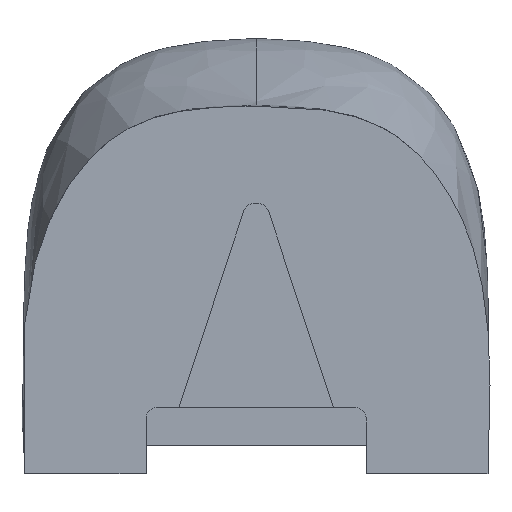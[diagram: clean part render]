
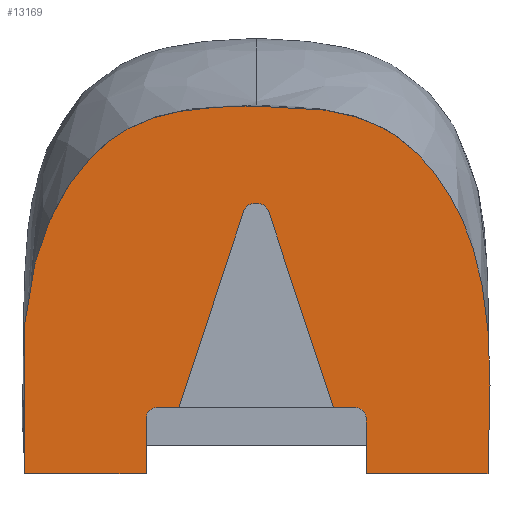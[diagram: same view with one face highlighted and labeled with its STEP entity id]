
A CAD part, front view. The second image highlights one B-rep face of the part: STEP entity #13169.
In plain terms, the highlighted planar face has unit normal (0, -1, 0).
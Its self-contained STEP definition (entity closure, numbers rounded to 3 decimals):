
#2483=CARTESIAN_POINT('',(2.9,-1.338,
-0.3));
#2484=DIRECTION('',(0.,-1.,0.));
#2485=DIRECTION('',(1.,0.,0.));
#2486=AXIS2_PLACEMENT_3D('',#2483,#2484,#2485);
#2488=DIRECTION('',(-0.313,0.,0.95));
#2489=VECTOR('',#2488,6.032);
#2490=CARTESIAN_POINT('',(2.249,-1.338,
0.));
#2491=LINE('',#2490,#2489);
#2492=CARTESIAN_POINT('',(0.074,-1.338,
5.634));
#2493=DIRECTION('',(0.,-1.,0.));
#2494=DIRECTION('',(0.95,0.,0.313));
#2495=AXIS2_PLACEMENT_3D('',#2492,#2493,#2494);
#2497=DIRECTION('',(-1.,0.,0.));
#2498=VECTOR('',#2497,0.147);
#2499=CARTESIAN_POINT('',(0.074,-1.338,
5.934));
#2500=LINE('',#2499,#2498);
#2501=CARTESIAN_POINT('',(-0.074,-1.338,
5.634));
#2502=DIRECTION('',(0.,-1.,0.));
#2503=DIRECTION('',(0.,0.,1.));
#2504=AXIS2_PLACEMENT_3D('',#2501,#2502,#2503);
#2506=DIRECTION('',(-0.313,0.,-0.95));
#2507=VECTOR('',#2506,6.032);
#2508=CARTESIAN_POINT('',(-0.359,-1.338,
5.728));
#2509=LINE('',#2508,#2507);
#2510=CARTESIAN_POINT('',(-2.9,-1.338,
-0.3));
#2511=DIRECTION('',(0.,-1.,0.));
#2512=DIRECTION('',(0.,0.,1.));
#2513=AXIS2_PLACEMENT_3D('',#2510,#2511,#2512);
#2515=DIRECTION('',(0.,0.,-1.));
#2516=VECTOR('',#2515,1.621);
#2517=CARTESIAN_POINT('',(-3.2,-1.338,
-0.3));
#2518=LINE('',#2517,#2516);
#2519=DIRECTION('',(-1.,0.,0.));
#2520=VECTOR('',#2519,3.552);
#2521=CARTESIAN_POINT('',(-3.2,-1.338,
-1.921));
#2522=LINE('',#2521,#2520);
#2523=CARTESIAN_POINT('',(-6.752,-1.338,
-1.921));
#2524=CARTESIAN_POINT('',(-6.764,-1.338,
-1.009));
#2525=CARTESIAN_POINT('',(-6.871,-1.338,
0.727));
#2526=CARTESIAN_POINT('',(-6.715,-1.338,
2.931));
#2527=CARTESIAN_POINT('',(-6.45,-1.338,
4.237));
#2528=CARTESIAN_POINT('',(-6.145,-1.338,
5.191));
#2529=CARTESIAN_POINT('',(-5.714,-1.338,
6.095));
#2530=CARTESIAN_POINT('',(-5.169,-1.338,
6.912));
#2531=CARTESIAN_POINT('',(-4.628,-1.338,
7.49));
#2532=CARTESIAN_POINT('',(-4.146,-1.338,
7.873));
#2533=CARTESIAN_POINT('',(-3.761,-1.338,
8.113));
#2534=CARTESIAN_POINT('',(-3.358,-1.338,
8.307));
#2535=CARTESIAN_POINT('',(-2.794,-1.338,
8.512));
#2536=CARTESIAN_POINT('',(-1.744,-1.338,
8.743));
#2537=CARTESIAN_POINT('',(-0.732,-1.338,
8.779));
#2538=CARTESIAN_POINT('',(0.,-1.338,
8.779));
#2540=CARTESIAN_POINT('',(0.,-1.338,
8.779));
#2541=CARTESIAN_POINT('',(0.732,-1.338,
8.779));
#2542=CARTESIAN_POINT('',(1.744,-1.338,8.743));
#2543=CARTESIAN_POINT('',(2.794,-1.338,8.512));
#2544=CARTESIAN_POINT('',(3.358,-1.338,8.307));
#2545=CARTESIAN_POINT('',(3.761,-1.338,8.113));
#2546=CARTESIAN_POINT('',(4.146,-1.338,7.873));
#2547=CARTESIAN_POINT('',(4.628,-1.338,7.49));
#2548=CARTESIAN_POINT('',(5.169,-1.338,6.912));
#2549=CARTESIAN_POINT('',(5.714,-1.338,6.095));
#2550=CARTESIAN_POINT('',(6.145,-1.338,5.191));
#2551=CARTESIAN_POINT('',(6.45,-1.338,4.237));
#2552=CARTESIAN_POINT('',(6.715,-1.338,2.931));
#2553=CARTESIAN_POINT('',(6.871,-1.338,
0.727));
#2554=CARTESIAN_POINT('',(6.764,-1.338,
-1.009));
#2555=CARTESIAN_POINT('',(6.752,-1.338,
-1.921));
#2557=DIRECTION('',(-1.,0.,0.));
#2558=VECTOR('',#2557,3.552);
#2559=CARTESIAN_POINT('',(6.752,-1.338,
-1.921));
#2560=LINE('',#2559,#2558);
#2561=DIRECTION('',(0.,0.,1.));
#2562=VECTOR('',#2561,1.621);
#2563=CARTESIAN_POINT('',(3.2,-1.338,
-1.921));
#2564=LINE('',#2563,#2562);
#2581=DIRECTION('',(1.,0.,0.));
#2582=VECTOR('',#2581,0.651);
#2583=CARTESIAN_POINT('',(2.249,-1.338,
0.));
#2584=LINE('',#2583,#2582);
#2585=DIRECTION('',(1.,0.,0.));
#2586=VECTOR('',#2585,0.651);
#2587=CARTESIAN_POINT('',(-2.9,-1.338,
0.));
#2588=LINE('',#2587,#2586);
#8178=CARTESIAN_POINT('',(-3.2,-1.338,
-0.3));
#8179=CARTESIAN_POINT('',(-3.2,-1.338,
-1.921));
#8180=VERTEX_POINT('',#8178);
#8181=VERTEX_POINT('',#8179);
#8182=CARTESIAN_POINT('',(-6.752,-1.338,
-1.921));
#8183=VERTEX_POINT('',#8182);
#8184=CARTESIAN_POINT('',(6.752,-1.338,
-1.921));
#8185=CARTESIAN_POINT('',(3.2,-1.338,
-1.921));
#8186=VERTEX_POINT('',#8184);
#8187=VERTEX_POINT('',#8185);
#8188=CARTESIAN_POINT('',(3.2,-1.338,
-0.3));
#8189=VERTEX_POINT('',#8188);
#8202=CARTESIAN_POINT('',(0.074,-1.338,
5.934));
#8203=CARTESIAN_POINT('',(-0.074,-1.338,
5.934));
#8204=VERTEX_POINT('',#8202);
#8205=VERTEX_POINT('',#8203);
#8206=CARTESIAN_POINT('',(-0.359,-1.338,
5.728));
#8207=VERTEX_POINT('',#8206);
#8208=CARTESIAN_POINT('',(-2.249,-1.338,
0.));
#8209=VERTEX_POINT('',#8208);
#8210=CARTESIAN_POINT('',(2.249,-1.338,
0.));
#8211=CARTESIAN_POINT('',(0.359,-1.338,
5.728));
#8212=VERTEX_POINT('',#8210);
#8213=VERTEX_POINT('',#8211);
#8249=CARTESIAN_POINT('',(2.9,-1.338,
0.));
#8251=VERTEX_POINT('',#8249);
#8253=CARTESIAN_POINT('',(-2.9,-1.338,
0.));
#8255=VERTEX_POINT('',#8253);
#8257=VERTEX_POINT('',#2538);
#13135=CARTESIAN_POINT('',(2.986,-1.338,
1.573));
#13136=DIRECTION('',(0.,-1.,0.));
#13137=DIRECTION('',(-0.38,0.,0.925));
#13138=AXIS2_PLACEMENT_3D('',#13135,#13136,#13137);
#13139=PLANE('',#13138);
#13141=ORIENTED_EDGE('',*,*,#13140,.T.);
#13143=ORIENTED_EDGE('',*,*,#13142,.F.);
#13145=ORIENTED_EDGE('',*,*,#13144,.T.);
#13147=ORIENTED_EDGE('',*,*,#13146,.T.);
#13149=ORIENTED_EDGE('',*,*,#13148,.T.);
#13151=ORIENTED_EDGE('',*,*,#13150,.T.);
#13153=ORIENTED_EDGE('',*,*,#13152,.T.);
#13155=ORIENTED_EDGE('',*,*,#13154,.F.);
#13157=ORIENTED_EDGE('',*,*,#13156,.T.);
#13159=ORIENTED_EDGE('',*,*,#13158,.T.);
#13160=ORIENTED_EDGE('',*,*,#13123,.T.);
#13161=ORIENTED_EDGE('',*,*,#12050,.T.);
#13162=ORIENTED_EDGE('',*,*,#11875,.T.);
#13164=ORIENTED_EDGE('',*,*,#13163,.T.);
#13166=ORIENTED_EDGE('',*,*,#13165,.T.);
#13167=EDGE_LOOP('',(#13141,#13143,#13145,#13147,#13149,#13151,#13153,#13155,
#13157,#13159,#13160,#13161,#13162,#13164,#13166));
#13168=FACE_OUTER_BOUND('',#13167,.F.);
#13169=ADVANCED_FACE('',(#13168),#13139,.T.);
#2487=CIRCLE('',#2486,0.3);
#2496=CIRCLE('',#2495,0.3);
#2505=CIRCLE('',#2504,0.3);
#2514=CIRCLE('',#2513,0.3);
#2539=B_SPLINE_CURVE_WITH_KNOTS('',3,(#2523,#2524,#2525,#2526,#2527,#2528,#2529,
#2530,#2531,#2532,#2533,#2534,#2535,#2536,#2537,#2538),.UNSPECIFIED.,.F.,.F.,(4,
1,1,1,1,1,1,1,1,1,1,1,1,4),(0.,0.234,0.361,
0.425,0.489,0.553,0.617,
0.681,0.713,0.745,0.776,
0.808,0.872,1.),.UNSPECIFIED.);
#2556=B_SPLINE_CURVE_WITH_KNOTS('',3,(#2540,#2541,#2542,#2543,#2544,#2545,#2546,
#2547,#2548,#2549,#2550,#2551,#2552,#2553,#2554,#2555),.UNSPECIFIED.,.F.,.F.,(4,
1,1,1,1,1,1,1,1,1,1,1,1,4),(0.,0.128,0.192,
0.224,0.255,0.287,0.319,
0.383,0.447,0.511,0.575,
0.639,0.766,1.),.UNSPECIFIED.);
#11875=EDGE_CURVE('',#8257,#8186,#2556,.T.);
#12050=EDGE_CURVE('',#8183,#8257,#2539,.T.);
#13123=EDGE_CURVE('',#8181,#8183,#2522,.T.);
#13140=EDGE_CURVE('',#8189,#8251,#2487,.T.);
#13142=EDGE_CURVE('',#8212,#8251,#2584,.T.);
#13144=EDGE_CURVE('',#8212,#8213,#2491,.T.);
#13146=EDGE_CURVE('',#8213,#8204,#2496,.T.);
#13148=EDGE_CURVE('',#8204,#8205,#2500,.T.);
#13150=EDGE_CURVE('',#8205,#8207,#2505,.T.);
#13152=EDGE_CURVE('',#8207,#8209,#2509,.T.);
#13154=EDGE_CURVE('',#8255,#8209,#2588,.T.);
#13156=EDGE_CURVE('',#8255,#8180,#2514,.T.);
#13158=EDGE_CURVE('',#8180,#8181,#2518,.T.);
#13163=EDGE_CURVE('',#8186,#8187,#2560,.T.);
#13165=EDGE_CURVE('',#8187,#8189,#2564,.T.);
